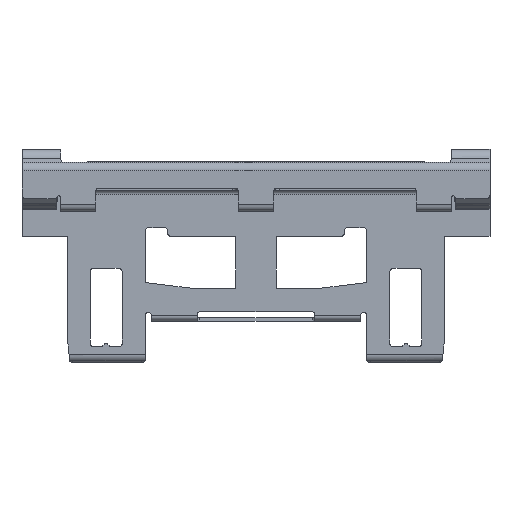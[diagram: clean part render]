
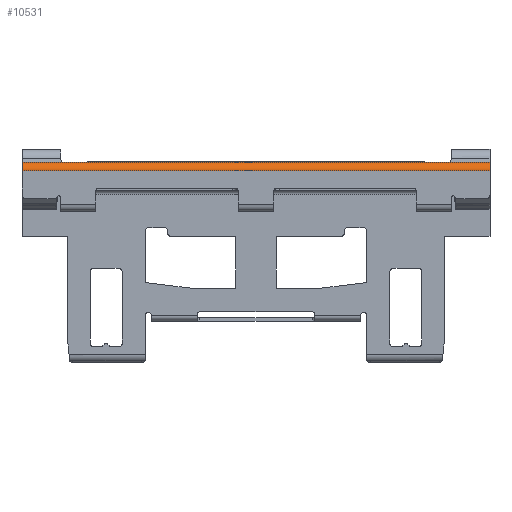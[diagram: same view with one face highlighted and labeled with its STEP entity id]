
A CAD part, front view. The second image highlights one B-rep face of the part: STEP entity #10531.
In plain terms, the highlighted cylindrical face has radius 0.7 mm (diameter 1.4 mm), a partial arc.
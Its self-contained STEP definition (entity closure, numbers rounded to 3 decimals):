
#286 = DIRECTION ( 'NONE',  ( 1., 0., 0. ) ) ;
#292 = DIRECTION ( 'NONE',  ( 0., 0.174, 0.985 ) ) ;
#977 = CARTESIAN_POINT ( 'NONE',  ( -20., -41.726, 2.07 ) ) ;
#1973 = DIRECTION ( 'NONE',  ( -1., 0., 0. ) ) ;
#2108 = VERTEX_POINT ( 'NONE', #5606 ) ;
#2232 = AXIS2_PLACEMENT_3D ( 'NONE', #5600, #1973, #292 ) ;
#2475 = CARTESIAN_POINT ( 'NONE',  ( 20., -41.726, 2.07 ) ) ;
#2907 = FACE_OUTER_BOUND ( 'NONE', #11356, .T. ) ;
#3375 = CARTESIAN_POINT ( 'NONE',  ( -20., -41.848, 1.381 ) ) ;
#3798 = CARTESIAN_POINT ( 'NONE',  ( 20., -42.548, 1.381 ) ) ;
#3809 = EDGE_CURVE ( 'NONE', #2108, #7527, #9398, .T. ) ;
#3998 = EDGE_CURVE ( 'NONE', #9648, #7285, #10491, .T. ) ;
#4244 = DIRECTION ( 'NONE',  ( -1., 0., 0. ) ) ;
#4603 = ORIENTED_EDGE ( 'NONE', *, *, #3809, .F. ) ;
#5588 = VECTOR ( 'NONE', #286, 1000. ) ;
#5600 = CARTESIAN_POINT ( 'NONE',  ( 40.013, -41.848, 1.381 ) ) ;
#5606 = CARTESIAN_POINT ( 'NONE',  ( -20., -42.548, 1.381 ) ) ;
#5850 = EDGE_CURVE ( 'NONE', #7527, #9648, #8106, .T. ) ;
#6971 = VECTOR ( 'NONE', #4244, 1000. ) ;
#7114 = AXIS2_PLACEMENT_3D ( 'NONE', #10252, #9258, #10144 ) ;
#7285 = VERTEX_POINT ( 'NONE', #3798 ) ;
#7482 = ORIENTED_EDGE ( 'NONE', *, *, #3998, .F. ) ;
#7527 = VERTEX_POINT ( 'NONE', #977 ) ;
#7634 = AXIS2_PLACEMENT_3D ( 'NONE', #3375, #10488, #11378 ) ;
#8106 = LINE ( 'NONE', #10039, #5588 ) ;
#8601 = CYLINDRICAL_SURFACE ( 'NONE', #2232, 0.7 ) ;
#9258 = DIRECTION ( 'NONE',  ( 1., 0., 0. ) ) ;
#9318 = LINE ( 'NONE', #10375, #6971 ) ;
#9398 = CIRCLE ( 'NONE', #7634, 0.7 ) ;
#9648 = VERTEX_POINT ( 'NONE', #2475 ) ;
#9882 = ORIENTED_EDGE ( 'NONE', *, *, #5850, .F. ) ;
#10039 = CARTESIAN_POINT ( 'NONE',  ( -16., -41.726, 2.07 ) ) ;
#10144 = DIRECTION ( 'NONE',  ( 0., 0.174, 0.985 ) ) ;
#10252 = CARTESIAN_POINT ( 'NONE',  ( 20., -41.848, 1.381 ) ) ;
#10261 = EDGE_CURVE ( 'NONE', #7285, #2108, #9318, .T. ) ;
#10375 = CARTESIAN_POINT ( 'NONE',  ( -16., -42.548, 1.381 ) ) ;
#10487 = ORIENTED_EDGE ( 'NONE', *, *, #10261, .F. ) ;
#10488 = DIRECTION ( 'NONE',  ( -1., 0., 0. ) ) ;
#10491 = CIRCLE ( 'NONE', #7114, 0.7 ) ;
#10531 = ADVANCED_FACE ( 'NONE', ( #2907 ), #8601, .T. ) ;
#11356 = EDGE_LOOP ( 'NONE', ( #9882, #4603, #10487, #7482 ) ) ;
#11378 = DIRECTION ( 'NONE',  ( 0., 0.174, 0.985 ) ) ;
